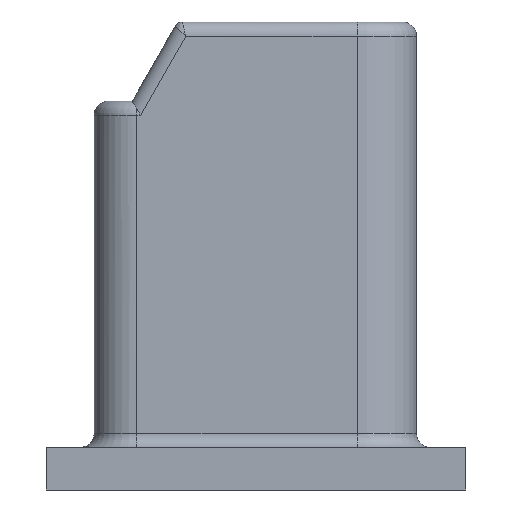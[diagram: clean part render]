
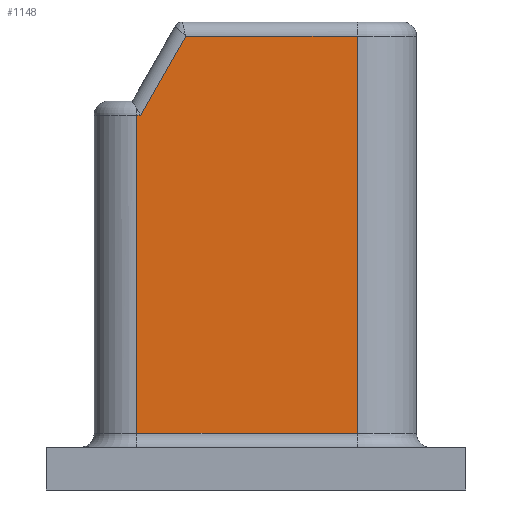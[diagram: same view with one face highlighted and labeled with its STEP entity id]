
A CAD part, left-side view. The second image highlights one B-rep face of the part: STEP entity #1148.
In plain terms, the highlighted planar face has unit normal (-1, 0, 0).
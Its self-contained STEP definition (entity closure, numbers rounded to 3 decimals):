
#1104=AXIS2_PLACEMENT_3D('Plane Axis2P3D',#1101,#1102,#1103) ;
#783=CARTESIAN_POINT('Vertex',(-4.925,0.85,0.5)) ;
#786=CARTESIAN_POINT('Line Origine',(-4.925,4.425,0.5)) ;
#790=CARTESIAN_POINT('Vertex',(-4.925,7.75,0.5)) ;
#793=CARTESIAN_POINT('Line Origine',(-4.925,4.425,0.5)) ;
#797=CARTESIAN_POINT('Vertex',(-4.925,8.65,0.5)) ;
#1101=CARTESIAN_POINT('Axis2P3D Location',(-4.925,-1.25,0.)) ;
#1106=CARTESIAN_POINT('Line Origine',(-4.925,0.85,7.525)) ;
#1110=CARTESIAN_POINT('Vertex',(-4.925,0.85,14.55)) ;
#1113=CARTESIAN_POINT('Line Origine',(-4.925,3.88,14.55)) ;
#1117=CARTESIAN_POINT('Vertex',(-4.925,6.91,14.55)) ;
#1120=CARTESIAN_POINT('Line Origine',(-4.925,7.71,13.15)) ;
#1124=CARTESIAN_POINT('Vertex',(-4.925,8.51,11.75)) ;
#1127=CARTESIAN_POINT('Line Origine',(-4.925,8.58,11.75)) ;
#1131=CARTESIAN_POINT('Vertex',(-4.925,8.65,11.75)) ;
#1134=CARTESIAN_POINT('Line Origine',(-4.925,8.65,6.125)) ;
#787=DIRECTION('Vector Direction',(0.,1.,0.)) ;
#794=DIRECTION('Vector Direction',(0.,1.,0.)) ;
#1102=DIRECTION('Axis2P3D Direction',(1.,0.,0.)) ;
#1103=DIRECTION('Axis2P3D XDirection',(0.,-1.,0.)) ;
#1107=DIRECTION('Vector Direction',(0.,0.,1.)) ;
#1114=DIRECTION('Vector Direction',(0.,1.,0.)) ;
#1121=DIRECTION('Vector Direction',(0.,0.496,-0.868)) ;
#1128=DIRECTION('Vector Direction',(0.,-1.,0.)) ;
#1135=DIRECTION('Vector Direction',(0.,0.,1.)) ;
#788=VECTOR('Line Direction',#787,1.) ;
#795=VECTOR('Line Direction',#794,1.) ;
#1108=VECTOR('Line Direction',#1107,1.) ;
#1115=VECTOR('Line Direction',#1114,1.) ;
#1122=VECTOR('Line Direction',#1121,1.) ;
#1129=VECTOR('Line Direction',#1128,1.) ;
#1136=VECTOR('Line Direction',#1135,1.) ;
#1140=ORIENTED_EDGE('',*,*,#792,.F.) ;
#1141=ORIENTED_EDGE('',*,*,#1112,.T.) ;
#1142=ORIENTED_EDGE('',*,*,#1119,.T.) ;
#1143=ORIENTED_EDGE('',*,*,#1126,.T.) ;
#1144=ORIENTED_EDGE('',*,*,#1133,.F.) ;
#1145=ORIENTED_EDGE('',*,*,#1138,.F.) ;
#1146=ORIENTED_EDGE('',*,*,#799,.F.) ;
#1148=ADVANCED_FACE('M.HSG.A',(#1147),#1105,.F.) ;
#792=EDGE_CURVE('',#784,#791,#789,.T.) ;
#799=EDGE_CURVE('',#791,#798,#796,.T.) ;
#1112=EDGE_CURVE('',#784,#1111,#1109,.T.) ;
#1119=EDGE_CURVE('',#1111,#1118,#1116,.T.) ;
#1126=EDGE_CURVE('',#1118,#1125,#1123,.T.) ;
#1133=EDGE_CURVE('',#1132,#1125,#1130,.T.) ;
#1138=EDGE_CURVE('',#798,#1132,#1137,.T.) ;
#1139=EDGE_LOOP('',(#1140,#1141,#1142,#1143,#1144,#1145,#1146)) ;
#1147=FACE_OUTER_BOUND('',#1139,.T.) ;
#789=LINE('Line',#786,#788) ;
#796=LINE('Line',#793,#795) ;
#1109=LINE('Line',#1106,#1108) ;
#1116=LINE('Line',#1113,#1115) ;
#1123=LINE('Line',#1120,#1122) ;
#1130=LINE('Line',#1127,#1129) ;
#1137=LINE('Line',#1134,#1136) ;
#1105=PLANE('',#1104) ;
#784=VERTEX_POINT('',#783) ;
#791=VERTEX_POINT('',#790) ;
#798=VERTEX_POINT('',#797) ;
#1111=VERTEX_POINT('',#1110) ;
#1118=VERTEX_POINT('',#1117) ;
#1125=VERTEX_POINT('',#1124) ;
#1132=VERTEX_POINT('',#1131) ;
